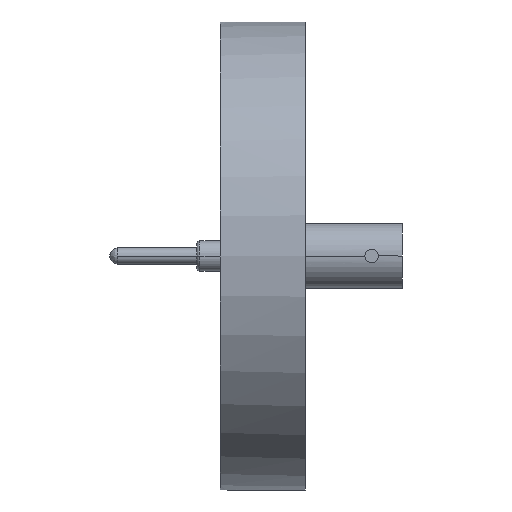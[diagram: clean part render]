
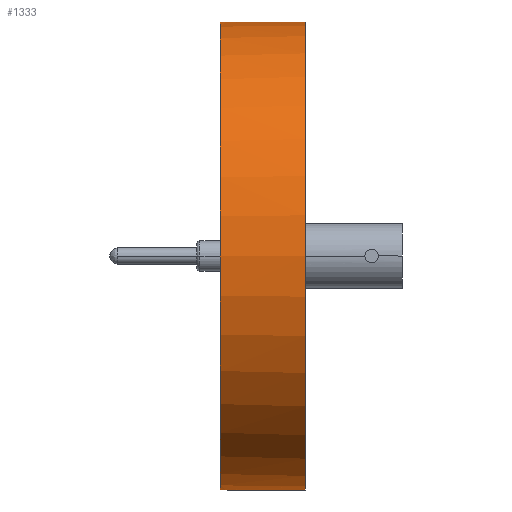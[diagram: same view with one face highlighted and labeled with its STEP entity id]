
A CAD part, left-side view. The second image highlights one B-rep face of the part: STEP entity #1333.
In plain terms, the highlighted cylindrical face has radius 34.95 mm (diameter 69.9 mm), a partial arc.
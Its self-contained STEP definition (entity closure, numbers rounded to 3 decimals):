
#32 = CARTESIAN_POINT ( 'NONE',  ( -0.615, -0.8, -34.945 ) ) ;
#144 = CARTESIAN_POINT ( 'NONE',  ( -1., 0., -34.936 ) ) ;
#147 = CARTESIAN_POINT ( 'NONE',  ( -0.799, -0.615, 34.941 ) ) ;
#150 = CARTESIAN_POINT ( 'NONE',  ( 0., -12.7, -34.95 ) ) ;
#211 = CARTESIAN_POINT ( 'NONE',  ( -0.799, -0.615, -34.941 ) ) ;
#216 = ORIENTED_EDGE ( 'NONE', *, *, #990, .F. ) ;
#333 = CARTESIAN_POINT ( 'NONE',  ( 0., -1., 34.95 ) ) ;
#343 = CARTESIAN_POINT ( 'NONE',  ( -1., 0., 34.936 ) ) ;
#368 = CARTESIAN_POINT ( 'NONE',  ( -0.874, -0.504, 34.939 ) ) ;
#393 = CARTESIAN_POINT ( 'NONE',  ( 0., 0., 0. ) ) ;
#422 = VECTOR ( 'NONE', #2080, 1000. ) ;
#468 = DIRECTION ( 'NONE',  ( 0., 1., 0. ) ) ;
#512 = CARTESIAN_POINT ( 'NONE',  ( 0., -1., -34.95 ) ) ;
#523 = CIRCLE ( 'NONE', #1384, 34.95 ) ;
#524 = CARTESIAN_POINT ( 'NONE',  ( -1., -0.132, -34.936 ) ) ;
#676 = CARTESIAN_POINT ( 'NONE',  ( -0.262, -0.974, 34.949 ) ) ;
#683 = CARTESIAN_POINT ( 'NONE',  ( -0.615, -0.8, 34.945 ) ) ;
#696 = AXIS2_PLACEMENT_3D ( 'NONE', #393, #1210, #1086 ) ;
#703 = VERTEX_POINT ( 'NONE', #150 ) ;
#796 = CARTESIAN_POINT ( 'NONE',  ( 0., -12.7, -34.95 ) ) ;
#841 = B_SPLINE_CURVE_WITH_KNOTS ( 'NONE', 3,
 ( #343, #1182, #1873, #368, #147, #683, #1203, #676, #875, #333 ),
 .UNSPECIFIED., .F., .F.,
 ( 4, 2, 2, 2, 4 ),
 ( 0., 0., 0.001, 0.001, 0.002 ),
 .UNSPECIFIED. ) ;
#862 = DIRECTION ( 'NONE',  ( 0., 1., 0. ) ) ;
#875 = CARTESIAN_POINT ( 'NONE',  ( -0.13, -1., 34.95 ) ) ;
#891 = CARTESIAN_POINT ( 'NONE',  ( 0., -12.7, 34.95 ) ) ;
#898 = CARTESIAN_POINT ( 'NONE',  ( 0., -12.7, 0. ) ) ;
#907 = EDGE_CURVE ( 'NONE', #703, #1246, #972, .T. ) ;
#939 = ORIENTED_EDGE ( 'NONE', *, *, #1350, .F. ) ;
#972 = LINE ( 'NONE', #796, #1459 ) ;
#990 = EDGE_CURVE ( 'NONE', #1475, #1090, #841, .T. ) ;
#1012 = EDGE_CURVE ( 'NONE', #703, #2158, #523, .T. ) ;
#1023 = DIRECTION ( 'NONE',  ( 0., 0., 1. ) ) ;
#1037 = CARTESIAN_POINT ( 'NONE',  ( 0., -12.7, 0. ) ) ;
#1038 = CARTESIAN_POINT ( 'NONE',  ( -0.503, -0.874, -34.947 ) ) ;
#1040 = EDGE_CURVE ( 'NONE', #2158, #1090, #1556, .T. ) ;
#1067 = CARTESIAN_POINT ( 'NONE',  ( -0.974, -0.262, -34.936 ) ) ;
#1080 = CARTESIAN_POINT ( 'NONE',  ( 0., -1., 34.95 ) ) ;
#1085 = EDGE_LOOP ( 'NONE', ( #1224, #1445, #1892, #216, #939, #1899 ) ) ;
#1086 = DIRECTION ( 'NONE',  ( 0., 0., 1. ) ) ;
#1090 = VERTEX_POINT ( 'NONE', #1080 ) ;
#1182 = CARTESIAN_POINT ( 'NONE',  ( -1., -0.132, 34.936 ) ) ;
#1203 = CARTESIAN_POINT ( 'NONE',  ( -0.503, -0.874, 34.947 ) ) ;
#1210 = DIRECTION ( 'NONE',  ( 0., 1., 0. ) ) ;
#1221 = FACE_OUTER_BOUND ( 'NONE', #1085, .T. ) ;
#1224 = ORIENTED_EDGE ( 'NONE', *, *, #907, .F. ) ;
#1226 = CARTESIAN_POINT ( 'NONE',  ( -1., 0., -34.936 ) ) ;
#1246 = VERTEX_POINT ( 'NONE', #1836 ) ;
#1247 = DIRECTION ( 'NONE',  ( 0., 1., 0. ) ) ;
#1284 = VERTEX_POINT ( 'NONE', #144 ) ;
#1333 = ADVANCED_FACE ( 'NONE', ( #1221 ), #1552, .T. ) ;
#1350 = EDGE_CURVE ( 'NONE', #1284, #1475, #1929, .T. ) ;
#1384 = AXIS2_PLACEMENT_3D ( 'NONE', #1037, #862, #1023 ) ;
#1445 = ORIENTED_EDGE ( 'NONE', *, *, #1012, .T. ) ;
#1459 = VECTOR ( 'NONE', #468, 1000. ) ;
#1475 = VERTEX_POINT ( 'NONE', #1828 ) ;
#1546 = CARTESIAN_POINT ( 'NONE',  ( -0.262, -0.974, -34.949 ) ) ;
#1552 = CYLINDRICAL_SURFACE ( 'NONE', #2062, 34.95 ) ;
#1556 = LINE ( 'NONE', #1704, #422 ) ;
#1704 = CARTESIAN_POINT ( 'NONE',  ( 0., -12.7, 34.95 ) ) ;
#1705 = CARTESIAN_POINT ( 'NONE',  ( -0.874, -0.504, -34.939 ) ) ;
#1732 = B_SPLINE_CURVE_WITH_KNOTS ( 'NONE', 3,
 ( #1226, #524, #1067, #1705, #211, #32, #1038, #1546, #2043, #512 ),
 .UNSPECIFIED., .F., .F.,
 ( 4, 2, 2, 2, 4 ),
 ( 0., 0., 0.001, 0.001, 0.002 ),
 .UNSPECIFIED. ) ;
#1828 = CARTESIAN_POINT ( 'NONE',  ( -1., 0., 34.936 ) ) ;
#1836 = CARTESIAN_POINT ( 'NONE',  ( 0., -1., -34.95 ) ) ;
#1873 = CARTESIAN_POINT ( 'NONE',  ( -0.974, -0.262, 34.936 ) ) ;
#1892 = ORIENTED_EDGE ( 'NONE', *, *, #1040, .T. ) ;
#1899 = ORIENTED_EDGE ( 'NONE', *, *, #2142, .T. ) ;
#1927 = DIRECTION ( 'NONE',  ( 0., 0., 1. ) ) ;
#1929 = CIRCLE ( 'NONE', #696, 34.95 ) ;
#2043 = CARTESIAN_POINT ( 'NONE',  ( -0.13, -1., -34.95 ) ) ;
#2062 = AXIS2_PLACEMENT_3D ( 'NONE', #898, #1247, #1927 ) ;
#2080 = DIRECTION ( 'NONE',  ( 0., 1., 0. ) ) ;
#2142 = EDGE_CURVE ( 'NONE', #1284, #1246, #1732, .T. ) ;
#2158 = VERTEX_POINT ( 'NONE', #891 ) ;
